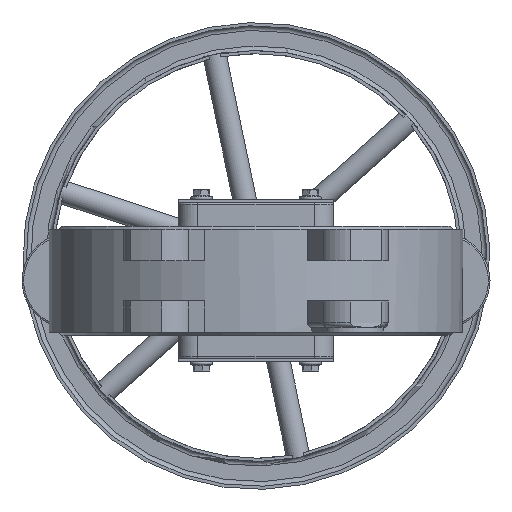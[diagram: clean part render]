
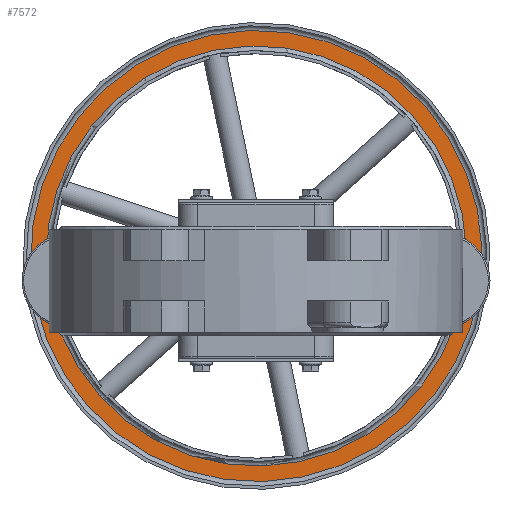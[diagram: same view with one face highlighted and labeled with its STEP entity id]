
A CAD part, front view. The second image highlights one B-rep face of the part: STEP entity #7572.
In plain terms, the highlighted planar face has unit normal (0, -1, 0).
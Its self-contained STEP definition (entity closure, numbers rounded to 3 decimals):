
#269=FACE_BOUND('',#1245,.T.);
#427=PLANE('',#8411);
#798=FACE_OUTER_BOUND('',#1244,.T.);
#1244=EDGE_LOOP('',(#6378));
#1245=EDGE_LOOP('',(#6379));
#1586=CIRCLE('',#8363,135.);
#1614=CIRCLE('',#8412,145.);
#3428=VERTEX_POINT('',#14371);
#3438=VERTEX_POINT('',#14522);
#4398=EDGE_CURVE('',#3428,#3428,#1586,.T.);
#4434=EDGE_CURVE('',#3438,#3438,#1614,.T.);
#6378=ORIENTED_EDGE('',*,*,#4434,.F.);
#6379=ORIENTED_EDGE('',*,*,#4398,.T.);
#7572=ADVANCED_FACE('',(#798,#269),#427,.T.);
#8363=AXIS2_PLACEMENT_3D('',#14373,#10008,#10009);
#8411=AXIS2_PLACEMENT_3D('',#14521,#10107,#10108);
#8412=AXIS2_PLACEMENT_3D('',#14523,#10109,#10110);
#10008=DIRECTION('center_axis',(0.,1.,0.));
#10009=DIRECTION('ref_axis',(1.,0.,0.));
#10107=DIRECTION('center_axis',(0.,-1.,0.));
#10108=DIRECTION('ref_axis',(0.,0.,-1.));
#10109=DIRECTION('center_axis',(0.,1.,0.));
#10110=DIRECTION('ref_axis',(1.,0.,0.));
#14371=CARTESIAN_POINT('',(0.,15.499,-135.));
#14373=CARTESIAN_POINT('Origin',(0.,15.499,0.));
#14521=CARTESIAN_POINT('Origin',(145.,15.499,0.));
#14522=CARTESIAN_POINT('',(0.,15.499,-145.));
#14523=CARTESIAN_POINT('Origin',(0.,15.499,0.));
